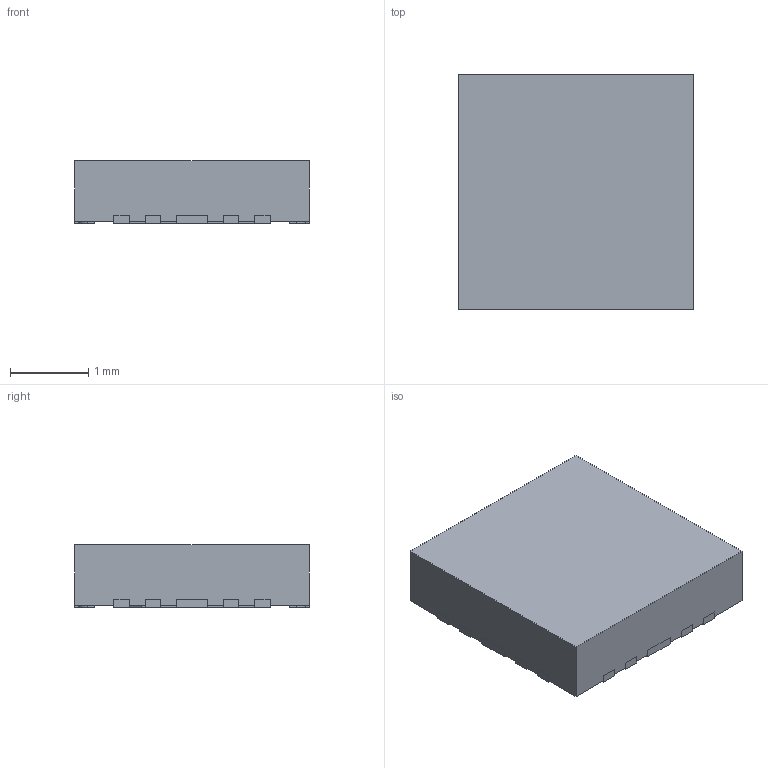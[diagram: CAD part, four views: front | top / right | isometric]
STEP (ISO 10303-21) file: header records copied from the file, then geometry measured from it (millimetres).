
FILE_DESCRIPTION((''),'2;1');
FILE_NAME('RMQ0024A_ASM','2020-07-10T11:16:16',('a0412086'),(''),'CREO PARAMETRIC BY PTC INC, 2019292','CREO PARAMETRIC BY PTC INC, 2019292','');
FILE_SCHEMA(('AUTOMOTIVE_DESIGN { 1 0 10303 214 1 1 1 1 }'));
Length unit declared in the file: millimetre
Products named in the file (3): FRAME; MOLD; RMQ0024A_ASM
Assembly tree (2 placements, depth 2):
  RMQ0024A_ASM
    FRAME
    MOLD
Bounding box: 3 x 3 x 0.8 mm (x, y, z)
Volume: 7.1 mm3; surface area: 41.6 mm2
Topology: 26 solids, 26 shells, 279 faces, 666 edges, 444 vertices
Faces by surface type: plane 263, cylinder 16
Entity records: 10383 total; most frequent: CARTESIAN_POINT 1401, ORIENTED_EDGE 1332, DIRECTION 1266, PRESENTATION_STYLE_ASSIGNMENT 712, STYLED_ITEM 692, CURVE_STYLE 666, EDGE_CURVE 666, VECTOR 634
